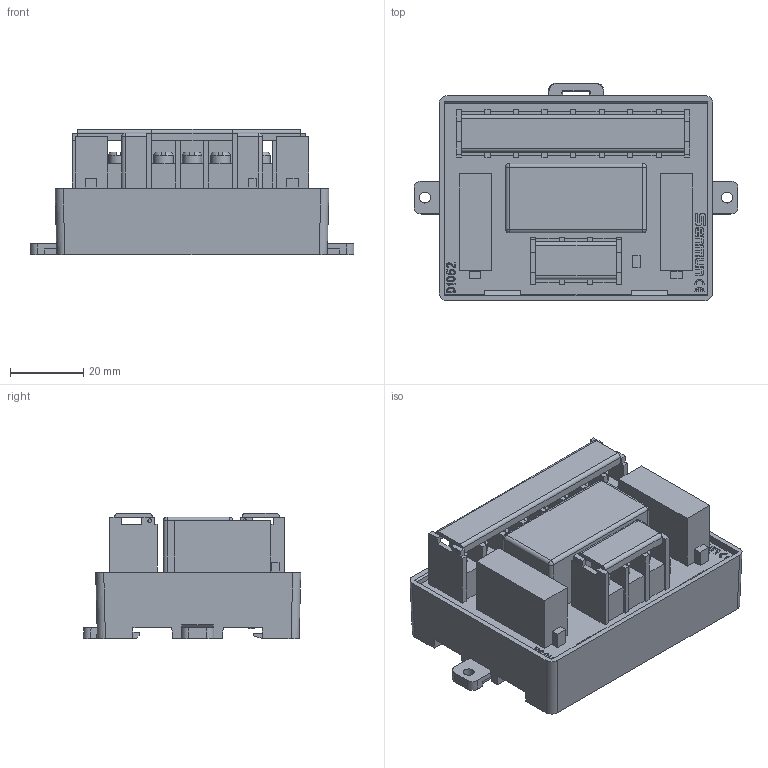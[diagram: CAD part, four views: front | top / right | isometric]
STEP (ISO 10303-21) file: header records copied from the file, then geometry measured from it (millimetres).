
FILE_DESCRIPTION(/* description */ (''),/* implementation_level */ '2;1');
FILE_NAME(/* name */ 'D1052-E.stp',/* time_stamp */ '2024-08-09T15:14:59+08:00',/* author */ (''),/* organization */ (''),/* preprocessor_version */ 'ST-DEVELOPER v14',/* originating_system */ 'SIEMENS PLM Software NX 8.0',/* authorisation */ '');
FILE_SCHEMA (('AUTOMOTIVE_DESIGN { 1 0 10303 214 3 1 1 1 }'));
Length unit declared in the file: millimetre
Products named in the file (1): D1052-E 3D_stp
Bounding box: 88.6 x 59.51 x 34.25 mm (x, y, z)
Volume: 94210.6 mm3; surface area: 30080.6 mm2
Topology: 5 solids, 9 shells, 792 faces, 2166 edges, 1434 vertices
Faces by surface type: plane 685, cylinder 73, extrusion 13, torus 11, cone 4, sphere 4, bspline 2
Full cylindrical faces by diameter (mm): 1 x8, 3 x2, 5.3 x11
Entity records: 26680 total; most frequent: CARTESIAN_POINT 5910, ORIENTED_EDGE 4196, DIRECTION 3753, EDGE_CURVE 2098, VECTOR 1745, LINE 1732, VERTEX_POINT 1404, AXIS2_PLACEMENT_3D 1004
